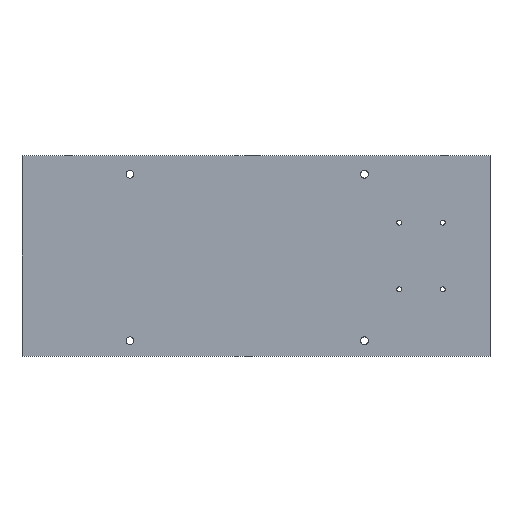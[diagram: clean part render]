
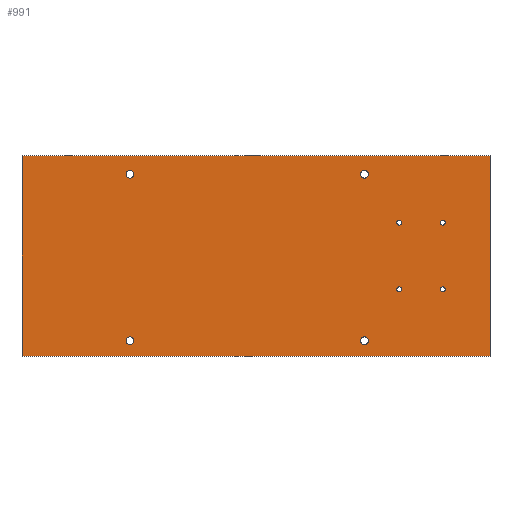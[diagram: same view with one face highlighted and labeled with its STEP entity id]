
A CAD part, front view. The second image highlights one B-rep face of the part: STEP entity #991.
In plain terms, the highlighted planar face has unit normal (0, -1, 0).
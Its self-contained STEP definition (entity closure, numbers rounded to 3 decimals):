
#30=FACE_BOUND('',#192,.T.);
#31=FACE_BOUND('',#193,.T.);
#32=FACE_BOUND('',#194,.T.);
#33=FACE_BOUND('',#195,.T.);
#34=FACE_BOUND('',#196,.T.);
#35=FACE_BOUND('',#197,.T.);
#36=FACE_BOUND('',#198,.T.);
#37=FACE_BOUND('',#199,.T.);
#62=PLANE('',#1128);
#119=FACE_OUTER_BOUND('',#191,.T.);
#191=EDGE_LOOP('',(#881,#882,#883,#884));
#192=EDGE_LOOP('',(#885));
#193=EDGE_LOOP('',(#886));
#194=EDGE_LOOP('',(#887));
#195=EDGE_LOOP('',(#888));
#196=EDGE_LOOP('',(#889));
#197=EDGE_LOOP('',(#890));
#198=EDGE_LOOP('',(#891));
#199=EDGE_LOOP('',(#892));
#267=LINE('',#1718,#336);
#269=LINE('',#1722,#338);
#271=LINE('',#1726,#340);
#272=LINE('',#1727,#341);
#336=VECTOR('',#1433,10.);
#338=VECTOR('',#1437,10.);
#340=VECTOR('',#1441,10.);
#341=VECTOR('',#1442,10.);
#344=CIRCLE('',#1010,1.265);
#346=CIRCLE('',#1013,1.265);
#348=CIRCLE('',#1016,1.265);
#350=CIRCLE('',#1019,1.265);
#387=CIRCLE('',#1083,0.812);
#388=CIRCLE('',#1085,0.812);
#389=CIRCLE('',#1087,0.812);
#390=CIRCLE('',#1089,0.812);
#410=VERTEX_POINT('',#1452);
#412=VERTEX_POINT('',#1458);
#414=VERTEX_POINT('',#1464);
#416=VERTEX_POINT('',#1470);
#473=VERTEX_POINT('',#1636);
#474=VERTEX_POINT('',#1640);
#475=VERTEX_POINT('',#1644);
#476=VERTEX_POINT('',#1648);
#495=VERTEX_POINT('',#1715);
#496=VERTEX_POINT('',#1717);
#497=VERTEX_POINT('',#1721);
#498=VERTEX_POINT('',#1725);
#501=EDGE_CURVE('',#410,#410,#344,.T.);
#504=EDGE_CURVE('',#412,#412,#346,.T.);
#507=EDGE_CURVE('',#414,#414,#348,.T.);
#510=EDGE_CURVE('',#416,#416,#350,.T.);
#591=EDGE_CURVE('',#473,#473,#387,.T.);
#593=EDGE_CURVE('',#474,#474,#388,.T.);
#595=EDGE_CURVE('',#475,#475,#389,.T.);
#597=EDGE_CURVE('',#476,#476,#390,.T.);
#627=EDGE_CURVE('',#496,#495,#267,.T.);
#629=EDGE_CURVE('',#496,#497,#269,.T.);
#631=EDGE_CURVE('',#495,#498,#271,.T.);
#632=EDGE_CURVE('',#498,#497,#272,.T.);
#881=ORIENTED_EDGE('',*,*,#627,.T.);
#882=ORIENTED_EDGE('',*,*,#631,.T.);
#883=ORIENTED_EDGE('',*,*,#632,.T.);
#884=ORIENTED_EDGE('',*,*,#629,.F.);
#885=ORIENTED_EDGE('',*,*,#501,.T.);
#886=ORIENTED_EDGE('',*,*,#504,.T.);
#887=ORIENTED_EDGE('',*,*,#507,.T.);
#888=ORIENTED_EDGE('',*,*,#510,.T.);
#889=ORIENTED_EDGE('',*,*,#591,.T.);
#890=ORIENTED_EDGE('',*,*,#593,.T.);
#891=ORIENTED_EDGE('',*,*,#595,.T.);
#892=ORIENTED_EDGE('',*,*,#597,.T.);
#991=ADVANCED_FACE('',(#119,#30,#31,#32,#33,#34,#35,#36,#37),#62,.T.);
#1010=AXIS2_PLACEMENT_3D('',#1454,#1138,#1139);
#1013=AXIS2_PLACEMENT_3D('',#1460,#1145,#1146);
#1016=AXIS2_PLACEMENT_3D('',#1466,#1152,#1153);
#1019=AXIS2_PLACEMENT_3D('',#1472,#1159,#1160);
#1083=AXIS2_PLACEMENT_3D('',#1637,#1331,#1332);
#1085=AXIS2_PLACEMENT_3D('',#1641,#1336,#1337);
#1087=AXIS2_PLACEMENT_3D('',#1645,#1341,#1342);
#1089=AXIS2_PLACEMENT_3D('',#1649,#1346,#1347);
#1128=AXIS2_PLACEMENT_3D('',#1724,#1439,#1440);
#1138=DIRECTION('center_axis',(0.,1.,0.));
#1139=DIRECTION('ref_axis',(-1.,0.,0.));
#1145=DIRECTION('center_axis',(0.,1.,0.));
#1146=DIRECTION('ref_axis',(-1.,0.,0.));
#1152=DIRECTION('center_axis',(0.,1.,0.));
#1153=DIRECTION('ref_axis',(-1.,0.,0.));
#1159=DIRECTION('center_axis',(0.,1.,0.));
#1160=DIRECTION('ref_axis',(-1.,0.,0.));
#1331=DIRECTION('center_axis',(0.,1.,0.));
#1332=DIRECTION('ref_axis',(1.,0.,0.));
#1336=DIRECTION('center_axis',(0.,1.,0.));
#1337=DIRECTION('ref_axis',(1.,0.,0.));
#1341=DIRECTION('center_axis',(0.,1.,0.));
#1342=DIRECTION('ref_axis',(1.,0.,0.));
#1346=DIRECTION('center_axis',(0.,1.,0.));
#1347=DIRECTION('ref_axis',(1.,0.,0.));
#1433=DIRECTION('',(0.,0.,-1.));
#1437=DIRECTION('',(1.,0.,0.));
#1439=DIRECTION('center_axis',(0.,-1.,0.));
#1440=DIRECTION('ref_axis',(1.,0.,0.));
#1441=DIRECTION('',(1.,0.,0.));
#1442=DIRECTION('',(0.,0.,1.));
#1452=CARTESIAN_POINT('',(-39.585,-130.,369.));
#1454=CARTESIAN_POINT('Origin',(-40.85,-130.,369.));
#1458=CARTESIAN_POINT('',(-39.586,-130.,315.));
#1460=CARTESIAN_POINT('Origin',(-40.85,-130.,315.));
#1464=CARTESIAN_POINT('',(36.415,-130.,369.));
#1466=CARTESIAN_POINT('Origin',(35.15,-130.,369.));
#1470=CARTESIAN_POINT('',(36.414,-130.,315.));
#1472=CARTESIAN_POINT('Origin',(35.15,-130.,315.));
#1636=CARTESIAN_POINT('',(45.653,-130.,353.32));
#1637=CARTESIAN_POINT('Origin',(46.464,-130.,353.32));
#1640=CARTESIAN_POINT('',(45.653,-130.,331.68));
#1641=CARTESIAN_POINT('Origin',(46.464,-130.,331.68));
#1644=CARTESIAN_POINT('',(59.724,-130.,353.32));
#1645=CARTESIAN_POINT('Origin',(60.536,-130.,353.32));
#1648=CARTESIAN_POINT('',(59.724,-130.,331.68));
#1649=CARTESIAN_POINT('Origin',(60.536,-130.,331.68));
#1715=CARTESIAN_POINT('',(-75.85,-130.,310.));
#1717=CARTESIAN_POINT('',(-75.85,-130.,375.));
#1718=CARTESIAN_POINT('',(-75.85,-130.,310.));
#1721=CARTESIAN_POINT('',(75.85,-130.,375.));
#1722=CARTESIAN_POINT('',(-80.9,-130.,375.));
#1724=CARTESIAN_POINT('Origin',(-80.9,-130.,310.));
#1725=CARTESIAN_POINT('',(75.85,-130.,310.));
#1726=CARTESIAN_POINT('',(-80.9,-130.,310.));
#1727=CARTESIAN_POINT('',(75.85,-130.,310.));
